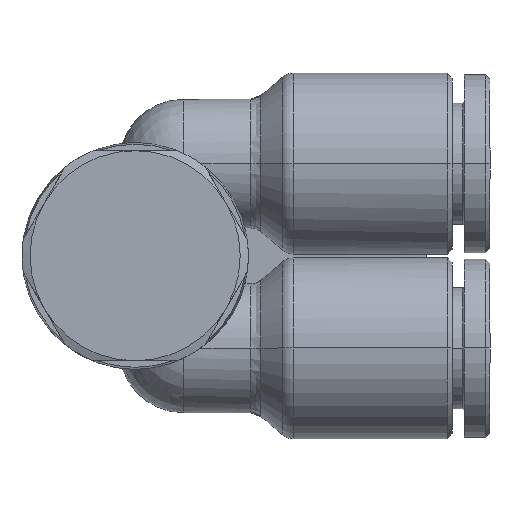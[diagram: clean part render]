
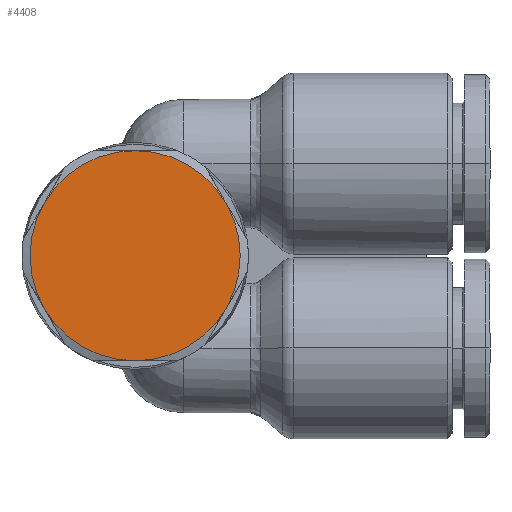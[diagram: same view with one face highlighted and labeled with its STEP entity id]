
A CAD part, top view. The second image highlights one B-rep face of the part: STEP entity #4408.
In plain terms, the highlighted planar face has unit normal (0, 0, 1).
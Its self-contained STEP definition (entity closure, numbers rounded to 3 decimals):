
#3785=CARTESIAN_POINT('',(-1.,12.2,9.75));
#3786=VERTEX_POINT('',#3785);
#3809=CARTESIAN_POINT('',(-6.629,8.95,9.75));
#3810=VERTEX_POINT('',#3809);
#3824=CARTESIAN_POINT('',(-1.,5.7,9.75));
#3825=DIRECTION('',(0.0,0.0,1.0));
#3826=DIRECTION('',(0.0,-1.0,0.0));
#3827=AXIS2_PLACEMENT_3D('',#3824,#3825,#3826);
#3828=CIRCLE('',#3827,6.5);
#3829=EDGE_CURVE('',#3786,#3810,#3828,.T.);
#3839=CARTESIAN_POINT('',(-6.629,2.45,9.75));
#3840=VERTEX_POINT('',#3839);
#3856=CARTESIAN_POINT('',(-1.,5.7,9.75));
#3857=DIRECTION('',(0.0,0.0,1.0));
#3858=DIRECTION('',(0.0,-1.0,0.0));
#3859=AXIS2_PLACEMENT_3D('',#3856,#3857,#3858);
#3860=CIRCLE('',#3859,6.5);
#3861=EDGE_CURVE('',#3810,#3840,#3860,.T.);
#3895=CARTESIAN_POINT('',(4.629,8.95,9.75));
#3896=VERTEX_POINT('',#3895);
#3932=CARTESIAN_POINT('',(-1.,5.7,9.75));
#3933=DIRECTION('',(0.0,0.0,1.0));
#3934=DIRECTION('',(0.0,-1.0,0.0));
#3935=AXIS2_PLACEMENT_3D('',#3932,#3933,#3934);
#3936=CIRCLE('',#3935,6.5);
#3937=EDGE_CURVE('',#3896,#3786,#3936,.T.);
#3949=CARTESIAN_POINT('',(4.629,2.45,9.75));
#3950=VERTEX_POINT('',#3949);
#3986=CARTESIAN_POINT('',(-1.,5.7,9.75));
#3987=DIRECTION('',(0.0,0.0,1.0));
#3988=DIRECTION('',(0.0,-1.0,0.0));
#3989=AXIS2_PLACEMENT_3D('',#3986,#3987,#3988);
#3990=CIRCLE('',#3989,6.5);
#3991=EDGE_CURVE('',#3950,#3896,#3990,.T.);
#4001=CARTESIAN_POINT('',(-1.,-0.8,9.75));
#4002=VERTEX_POINT('',#4001);
#4018=CARTESIAN_POINT('',(-1.,5.7,9.75));
#4019=DIRECTION('',(0.0,0.0,1.0));
#4020=DIRECTION('',(0.0,-1.0,0.0));
#4021=AXIS2_PLACEMENT_3D('',#4018,#4019,#4020);
#4022=CIRCLE('',#4021,6.5);
#4023=EDGE_CURVE('',#3840,#4002,#4022,.T.);
#4092=CARTESIAN_POINT('',(-1.,5.7,9.75));
#4093=DIRECTION('',(0.0,0.0,1.0));
#4094=DIRECTION('',(0.0,-1.0,0.0));
#4095=AXIS2_PLACEMENT_3D('',#4092,#4093,#4094);
#4096=CIRCLE('',#4095,6.5);
#4097=EDGE_CURVE('',#4002,#3950,#4096,.T.);
#4395=CARTESIAN_POINT('',(-1.,5.7,9.75));
#4396=DIRECTION('',(0.0,0.0,-1.0));
#4397=DIRECTION('',(0.0,1.0,0.0));
#4398=AXIS2_PLACEMENT_3D('',#4395,#4396,#4397);
#4399=PLANE('',#4398);
#4400=ORIENTED_EDGE('',*,*,#3861,.T.);
#4401=ORIENTED_EDGE('',*,*,#4023,.T.);
#4402=ORIENTED_EDGE('',*,*,#4097,.T.);
#4403=ORIENTED_EDGE('',*,*,#3991,.T.);
#4404=ORIENTED_EDGE('',*,*,#3937,.T.);
#4405=ORIENTED_EDGE('',*,*,#3829,.T.);
#4406=EDGE_LOOP('',(#4400,#4401,#4402,#4403,#4404,#4405));
#4407=FACE_OUTER_BOUND('',#4406,.T.);
#4408=ADVANCED_FACE('',(#4407),#4399,.F.);
